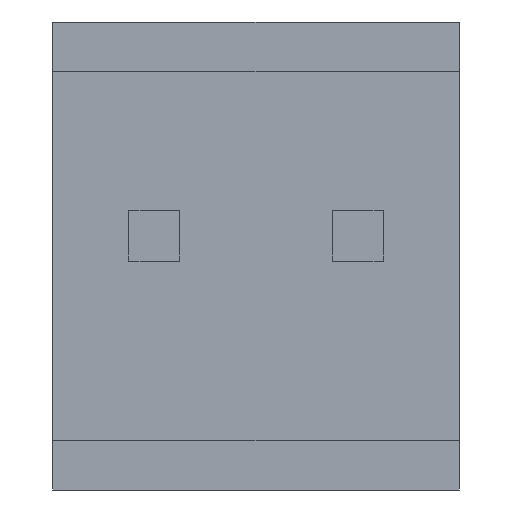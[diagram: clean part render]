
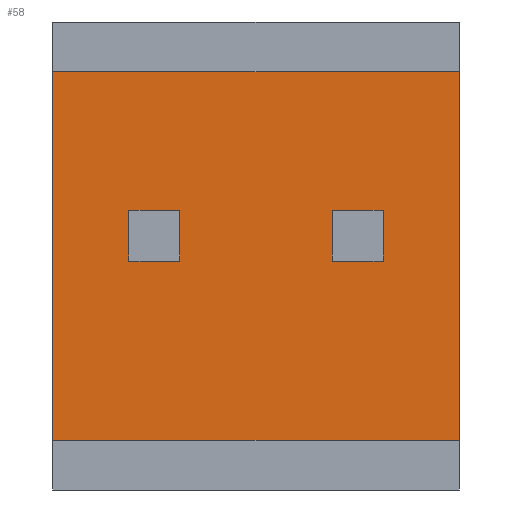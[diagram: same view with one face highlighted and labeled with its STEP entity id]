
A CAD part, front view. The second image highlights one B-rep face of the part: STEP entity #58.
In plain terms, the highlighted planar face has unit normal (0, -1, 0).
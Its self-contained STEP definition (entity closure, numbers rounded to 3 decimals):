
#58=ADVANCED_FACE('',(#114,#115,#116),#117,.T.);
#114=FACE_OUTER_BOUND('',#204,.T.);
#115=FACE_BOUND('',#205,.T.);
#116=FACE_BOUND('',#206,.T.);
#117=PLANE('',#207);
#204=EDGE_LOOP('',(#384,#385,#386,#387));
#205=EDGE_LOOP('',(#388,#389,#390,#391));
#206=EDGE_LOOP('',(#392,#393,#394,#395));
#207=AXIS2_PLACEMENT_3D('',#396,#397,#398);
#384=ORIENTED_EDGE('',*,*,#675,.T.);
#385=ORIENTED_EDGE('',*,*,#671,.F.);
#386=ORIENTED_EDGE('',*,*,#676,.F.);
#387=ORIENTED_EDGE('',*,*,#632,.T.);
#388=ORIENTED_EDGE('',*,*,#677,.T.);
#389=ORIENTED_EDGE('',*,*,#678,.T.);
#390=ORIENTED_EDGE('',*,*,#679,.T.);
#391=ORIENTED_EDGE('',*,*,#680,.T.);
#392=ORIENTED_EDGE('',*,*,#681,.T.);
#393=ORIENTED_EDGE('',*,*,#682,.T.);
#394=ORIENTED_EDGE('',*,*,#683,.T.);
#395=ORIENTED_EDGE('',*,*,#684,.T.);
#396=CARTESIAN_POINT('',(-2.54,0.635,5.22));
#397=DIRECTION('',(0.0,-1.0,0.0));
#398=DIRECTION('',(0.0,0.0,-1.0));
#632=EDGE_CURVE('',#755,#753,#756,.T.);
#671=EDGE_CURVE('',#820,#822,#823,.T.);
#675=EDGE_CURVE('',#753,#822,#828,.T.);
#676=EDGE_CURVE('',#755,#820,#829,.T.);
#677=EDGE_CURVE('',#830,#831,#832,.T.);
#678=EDGE_CURVE('',#831,#833,#834,.T.);
#679=EDGE_CURVE('',#833,#835,#836,.T.);
#680=EDGE_CURVE('',#835,#830,#837,.T.);
#681=EDGE_CURVE('',#838,#839,#840,.T.);
#682=EDGE_CURVE('',#839,#841,#842,.T.);
#683=EDGE_CURVE('',#841,#843,#844,.T.);
#684=EDGE_CURVE('',#843,#838,#845,.T.);
#753=VERTEX_POINT('',#944);
#755=VERTEX_POINT('',#947);
#756=LINE('',#948,#949);
#820=VERTEX_POINT('',#1044);
#822=VERTEX_POINT('',#1047);
#823=LINE('',#1048,#1049);
#828=LINE('',#1057,#1058);
#829=LINE('',#1059,#1060);
#830=VERTEX_POINT('',#1061);
#831=VERTEX_POINT('',#1062);
#832=LINE('',#1063,#1064);
#833=VERTEX_POINT('',#1065);
#834=LINE('',#1066,#1067);
#835=VERTEX_POINT('',#1068);
#836=LINE('',#1069,#1070);
#837=LINE('',#1071,#1072);
#838=VERTEX_POINT('',#1073);
#839=VERTEX_POINT('',#1074);
#840=LINE('',#1075,#1076);
#841=VERTEX_POINT('',#1077);
#842=LINE('',#1078,#1079);
#843=VERTEX_POINT('',#1080);
#844=LINE('',#1081,#1082);
#845=LINE('',#1083,#1084);
#944=CARTESIAN_POINT('',(-2.54,0.635,0.622));
#947=CARTESIAN_POINT('',(-2.54,0.635,5.22));
#948=CARTESIAN_POINT('',(-2.54,0.635,5.22));
#949=VECTOR('',#1222,4.597);
#1044=CARTESIAN_POINT('',(2.54,0.635,5.22));
#1047=CARTESIAN_POINT('',(2.54,0.635,0.622));
#1048=CARTESIAN_POINT('',(2.54,0.635,5.22));
#1049=VECTOR('',#1273,4.597);
#1057=CARTESIAN_POINT('',(-2.54,0.635,0.622));
#1058=VECTOR('',#1277,5.08);
#1059=CARTESIAN_POINT('',(-2.54,0.635,5.22));
#1060=VECTOR('',#1278,5.08);
#1061=CARTESIAN_POINT('',(1.588,0.635,3.493));
#1062=CARTESIAN_POINT('',(1.588,0.635,2.858));
#1063=CARTESIAN_POINT('',(1.588,0.635,3.493));
#1064=VECTOR('',#1279,0.635);
#1065=CARTESIAN_POINT('',(0.953,0.635,2.858));
#1066=CARTESIAN_POINT('',(1.588,0.635,2.858));
#1067=VECTOR('',#1280,0.635);
#1068=CARTESIAN_POINT('',(0.953,0.635,3.493));
#1069=CARTESIAN_POINT('',(0.953,0.635,2.858));
#1070=VECTOR('',#1281,0.635);
#1071=CARTESIAN_POINT('',(0.953,0.635,3.493));
#1072=VECTOR('',#1282,0.635);
#1073=CARTESIAN_POINT('',(-0.953,0.635,3.493));
#1074=CARTESIAN_POINT('',(-0.953,0.635,2.858));
#1075=CARTESIAN_POINT('',(-0.953,0.635,3.493));
#1076=VECTOR('',#1283,0.635);
#1077=CARTESIAN_POINT('',(-1.588,0.635,2.858));
#1078=CARTESIAN_POINT('',(-0.953,0.635,2.858));
#1079=VECTOR('',#1284,0.635);
#1080=CARTESIAN_POINT('',(-1.588,0.635,3.493));
#1081=CARTESIAN_POINT('',(-1.588,0.635,2.858));
#1082=VECTOR('',#1285,0.635);
#1083=CARTESIAN_POINT('',(-1.588,0.635,3.493));
#1084=VECTOR('',#1286,0.635);
#1222=DIRECTION('',(0.0,0.0,-1.0));
#1273=DIRECTION('',(0.0,0.0,-1.0));
#1277=DIRECTION('',(1.0,0.0,0.0));
#1278=DIRECTION('',(1.0,0.0,0.0));
#1279=DIRECTION('',(0.0,0.0,-1.0));
#1280=DIRECTION('',(-1.0,0.0,0.0));
#1281=DIRECTION('',(0.0,0.0,1.0));
#1282=DIRECTION('',(1.0,0.0,0.0));
#1283=DIRECTION('',(0.0,0.0,-1.0));
#1284=DIRECTION('',(-1.0,0.0,0.0));
#1285=DIRECTION('',(0.0,0.0,1.0));
#1286=DIRECTION('',(1.0,0.0,0.0));
